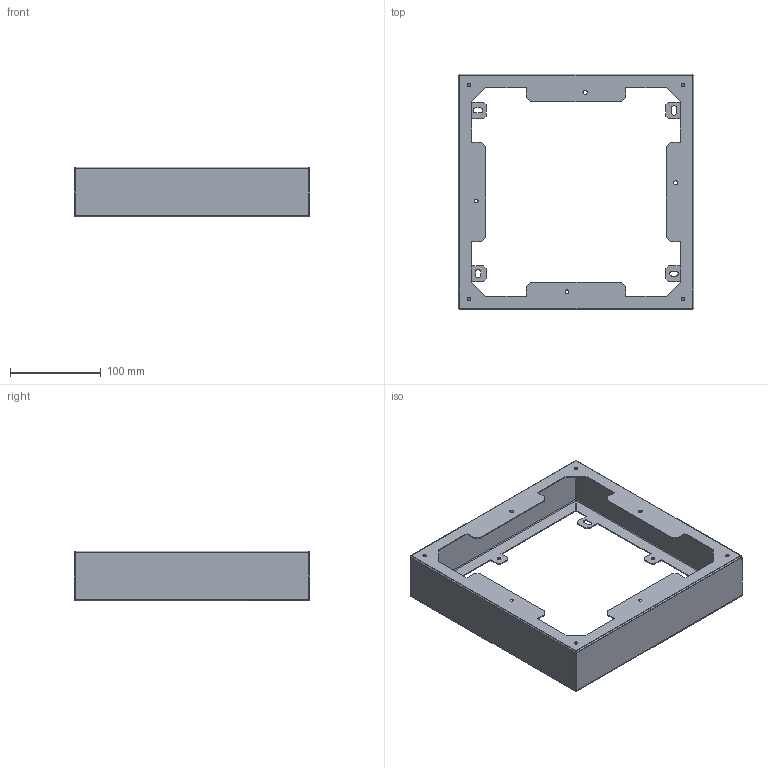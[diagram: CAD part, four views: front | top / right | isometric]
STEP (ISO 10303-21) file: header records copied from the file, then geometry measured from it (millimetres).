
FILE_DESCRIPTION(('Creo Elements/Direct Modeling STEP Export'),'2;1');
FILE_NAME('0093.1501 PPB 30 ARE Ausgleichsrahmen Edelstahl.stp','2018-01-22T15:24:23',(''),(''),'PTC Creo Elements/Direct Modeling STEP processor for AP214 (Solid Model)','PTC Creo Elements/Direct Modeling 19.0C 15-Aug-2015 (C) Parametric Technology GmbH','');
FILE_SCHEMA(('AUTOMOTIVE_DESIGN { 1 0 10303 214 1 1 1 1 }'));
Length unit declared in the file: millimetre
Products named in the file (2): Ausgleichsrahmen-Edelstahl
Assembly tree (1 placements, depth 2):
  Ausgleichsrahmen-Edelstahl
    Ausgleichsrahmen-Edelstahl
Bounding box: 260 x 260 x 55 mm (x, y, z)
Volume: 91475 mm3; surface area: 185913 mm2
Topology: 1 solids, 1 shells, 190 faces, 500 edges, 312 vertices
Faces by surface type: plane 126, cylinder 48, bspline 16
Entity records: 8791 total; most frequent: CARTESIAN_POINT 4046, ORIENTED_EDGE 1000, DIRECTION 828, EDGE_CURVE 500, VECTOR 404, LINE 404, VERTEX_POINT 312, EDGE_LOOP 224
